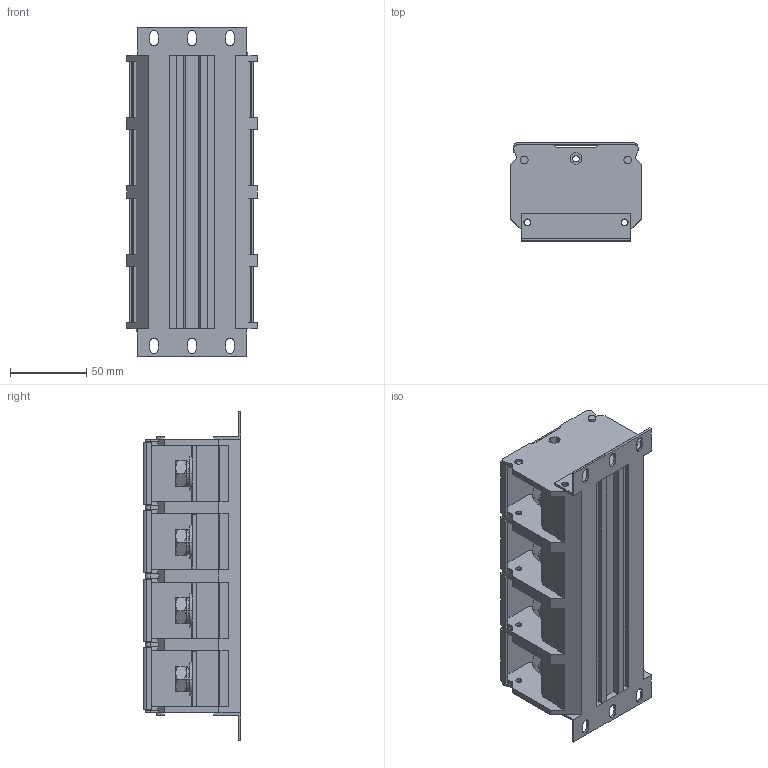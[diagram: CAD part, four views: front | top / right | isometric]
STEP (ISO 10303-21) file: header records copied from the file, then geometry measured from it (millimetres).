
FILE_DESCRIPTION((''),'2;1');
FILE_NAME('UTD-300I_4_12_ASM','2024-07-03T',('dell'),(''),'PRO/ENGINEER BY PARAMETRIC TECHNOLOGY CORPORATION, 2013230','PRO/ENGINEER BY PARAMETRIC TECHNOLOGY CORPORATION, 2013230','');
FILE_SCHEMA(('AUTOMOTIVE_DESIGN { 1 0 10303 214 1 1 1 1 }'));
Products named in the file (1): UTD-300I_4_12_ASM
Bounding box: 86 x 64.3 x 216 mm (x, y, z)
Volume: 455460.7 mm3; surface area: 205064.9 mm2
Topology: 5 solids, 21 shells, 2017 faces, 5540 edges, 3564 vertices
Faces by surface type: plane 1091, cylinder 550, cone 184, bspline 144, sphere 32, torus 16
Entity records: 77578 total; most frequent: CARTESIAN_POINT 26786, ORIENTED_EDGE 10968, DIRECTION 9993, EDGE_CURVE 5484, VERTEX_POINT 3564, VECTOR 3385, LINE 3385, AXIS2_PLACEMENT_3D 3304
